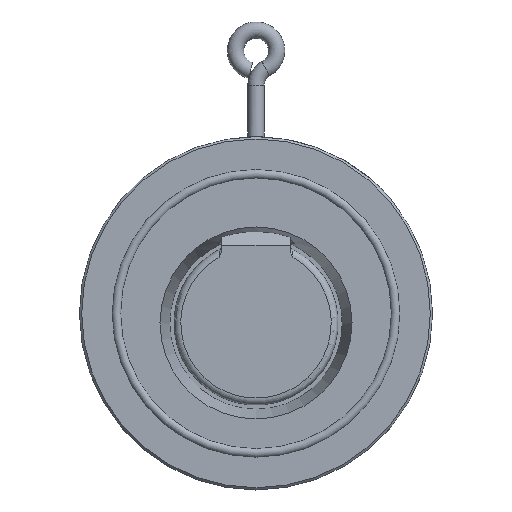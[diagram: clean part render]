
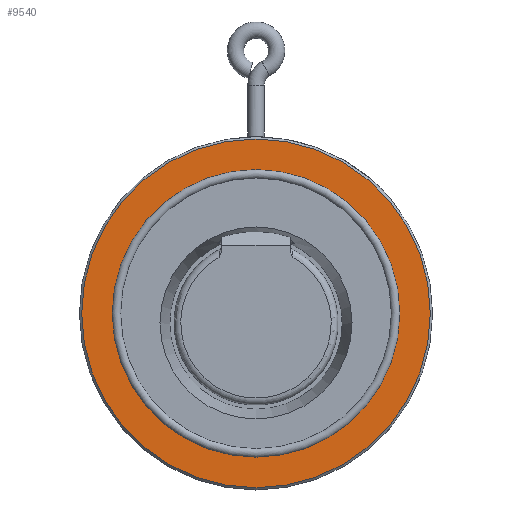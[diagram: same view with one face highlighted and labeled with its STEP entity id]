
A CAD part, top view. The second image highlights one B-rep face of the part: STEP entity #9540.
In plain terms, the highlighted planar face has unit normal (0, 0, 1).
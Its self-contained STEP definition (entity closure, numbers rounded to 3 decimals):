
#381 = AXIS2_PLACEMENT_3D ( 'NONE', #7184, #7430, #5744 ) ;
#878 = CARTESIAN_POINT ( 'NONE',  ( 0., 52.53, 0. ) ) ;
#1000 = CARTESIAN_POINT ( 'NONE',  ( 63.7, 0., 0. ) ) ;
#3271 = PLANE ( 'NONE',  #9099 ) ;
#3351 = EDGE_LOOP ( 'NONE', ( #8219 ) ) ;
#3628 = CIRCLE ( 'NONE', #4983, 63.7 ) ;
#4061 = DIRECTION ( 'NONE',  ( -1., 0., 0. ) ) ;
#4428 = EDGE_LOOP ( 'NONE', ( #6775 ) ) ;
#4553 = FACE_OUTER_BOUND ( 'NONE', #3351, .T. ) ;
#4973 = FACE_BOUND ( 'NONE', #4428, .T. ) ;
#4983 = AXIS2_PLACEMENT_3D ( 'NONE', #9623, #8723, #9395 ) ;
#5005 = EDGE_CURVE ( 'NONE', #7584, #7584, #7764, .T. ) ;
#5744 = DIRECTION ( 'NONE',  ( 1., 0., 0. ) ) ;
#6775 = ORIENTED_EDGE ( 'NONE', *, *, #5005, .F. ) ;
#7184 = CARTESIAN_POINT ( 'NONE',  ( 0., 0., 0. ) ) ;
#7430 = DIRECTION ( 'NONE',  ( 0., 0., 1. ) ) ;
#7584 = VERTEX_POINT ( 'NONE', #8021 ) ;
#7679 = EDGE_CURVE ( 'NONE', #8104, #8104, #3628, .T. ) ;
#7764 = CIRCLE ( 'NONE', #381, 52.53 ) ;
#8021 = CARTESIAN_POINT ( 'NONE',  ( 52.53, 0., 0. ) ) ;
#8104 = VERTEX_POINT ( 'NONE', #1000 ) ;
#8219 = ORIENTED_EDGE ( 'NONE', *, *, #7679, .T. ) ;
#8723 = DIRECTION ( 'NONE',  ( 0., 0., 1. ) ) ;
#8737 = DIRECTION ( 'NONE',  ( 0., 0., -1. ) ) ;
#9099 = AXIS2_PLACEMENT_3D ( 'NONE', #878, #8737, #4061 ) ;
#9395 = DIRECTION ( 'NONE',  ( 1., 0., 0. ) ) ;
#9540 = ADVANCED_FACE ( 'NONE', ( #4973, #4553 ), #3271, .F. ) ;
#9623 = CARTESIAN_POINT ( 'NONE',  ( 0., 0., 0. ) ) ;
